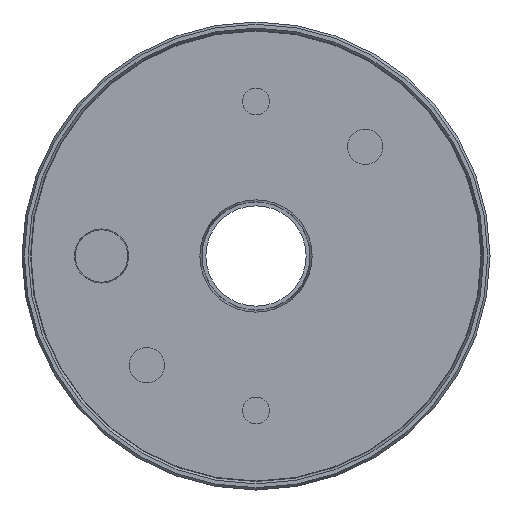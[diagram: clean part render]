
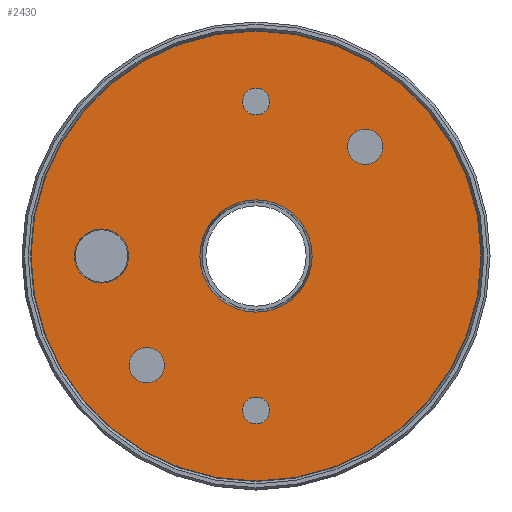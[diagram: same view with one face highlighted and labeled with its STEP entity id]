
A CAD part, front view. The second image highlights one B-rep face of the part: STEP entity #2430.
In plain terms, the highlighted planar face has unit normal (0, -1, 0).
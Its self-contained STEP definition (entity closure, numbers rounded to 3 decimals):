
#16 = EDGE_LOOP ( 'NONE', ( #614 ) ) ;
#40 = CIRCLE ( 'NONE', #1647, 5.144 ) ;
#45 = CARTESIAN_POINT ( 'NONE',  ( 0., 0., 29.337 ) ) ;
#53 = DIRECTION ( 'NONE',  ( 0., 0., 1. ) ) ;
#100 = PLANE ( 'NONE',  #1240 ) ;
#129 = VERTEX_POINT ( 'NONE', #302 ) ;
#145 = CARTESIAN_POINT ( 'NONE',  ( 0., 0., 0. ) ) ;
#162 = EDGE_CURVE ( 'NONE', #834, #834, #1645, .T. ) ;
#236 = EDGE_LOOP ( 'NONE', ( #1250 ) ) ;
#239 = VERTEX_POINT ( 'NONE', #1793 ) ;
#302 = CARTESIAN_POINT ( 'NONE',  ( 0., 0., 42.736 ) ) ;
#330 = DIRECTION ( 'NONE',  ( 0., 0., 1. ) ) ;
#341 = DIRECTION ( 'NONE',  ( 0., 0., 1. ) ) ;
#385 = AXIS2_PLACEMENT_3D ( 'NONE', #145, #1850, #341 ) ;
#418 = CIRCLE ( 'NONE', #732, 2.553 ) ;
#463 = CARTESIAN_POINT ( 'NONE',  ( 20.744, 0., 24.118 ) ) ;
#558 = ORIENTED_EDGE ( 'NONE', *, *, #2415, .F. ) ;
#569 = DIRECTION ( 'NONE',  ( 0., 1., 0. ) ) ;
#573 = EDGE_LOOP ( 'NONE', ( #1637 ) ) ;
#595 = CARTESIAN_POINT ( 'NONE',  ( -29.337, 0., 0. ) ) ;
#614 = ORIENTED_EDGE ( 'NONE', *, *, #1966, .T. ) ;
#650 = CARTESIAN_POINT ( 'NONE',  ( 0., 0., 10.668 ) ) ;
#702 = EDGE_LOOP ( 'NONE', ( #1296 ) ) ;
#703 = AXIS2_PLACEMENT_3D ( 'NONE', #1869, #1122, #1124 ) ;
#731 = EDGE_CURVE ( 'NONE', #1207, #1207, #40, .T. ) ;
#732 = AXIS2_PLACEMENT_3D ( 'NONE', #45, #836, #1589 ) ;
#755 = DIRECTION ( 'NONE',  ( 0., 0., 1. ) ) ;
#776 = EDGE_LOOP ( 'NONE', ( #2097 ) ) ;
#778 = CIRCLE ( 'NONE', #2321, 3.374 ) ;
#834 = VERTEX_POINT ( 'NONE', #463 ) ;
#835 = EDGE_LOOP ( 'NONE', ( #1002 ) ) ;
#836 = DIRECTION ( 'NONE',  ( 0., -1., 0. ) ) ;
#876 = FACE_BOUND ( 'NONE', #835, .T. ) ;
#914 = EDGE_LOOP ( 'NONE', ( #558 ) ) ;
#932 = FACE_BOUND ( 'NONE', #236, .T. ) ;
#1002 = ORIENTED_EDGE ( 'NONE', *, *, #1095, .F. ) ;
#1078 = FACE_BOUND ( 'NONE', #573, .T. ) ;
#1086 = VERTEX_POINT ( 'NONE', #2432 ) ;
#1088 = FACE_BOUND ( 'NONE', #702, .T. ) ;
#1095 = EDGE_CURVE ( 'NONE', #239, #239, #418, .T. ) ;
#1122 = DIRECTION ( 'NONE',  ( 0., -1., 0. ) ) ;
#1124 = DIRECTION ( 'NONE',  ( 0., 0., 1. ) ) ;
#1174 = VERTEX_POINT ( 'NONE', #650 ) ;
#1207 = VERTEX_POINT ( 'NONE', #1436 ) ;
#1240 = AXIS2_PLACEMENT_3D ( 'NONE', #2334, #569, #2300 ) ;
#1250 = ORIENTED_EDGE ( 'NONE', *, *, #162, .F. ) ;
#1291 = DIRECTION ( 'NONE',  ( 0., -1., 0. ) ) ;
#1296 = ORIENTED_EDGE ( 'NONE', *, *, #2082, .F. ) ;
#1335 = EDGE_CURVE ( 'NONE', #1086, #1086, #778, .T. ) ;
#1364 = DIRECTION ( 'NONE',  ( 0., -1., 0. ) ) ;
#1433 = CIRCLE ( 'NONE', #385, 10.668 ) ;
#1436 = CARTESIAN_POINT ( 'NONE',  ( -29.337, 0., 5.144 ) ) ;
#1500 = VERTEX_POINT ( 'NONE', #1655 ) ;
#1589 = DIRECTION ( 'NONE',  ( 0., 0., 1. ) ) ;
#1637 = ORIENTED_EDGE ( 'NONE', *, *, #1335, .F. ) ;
#1645 = CIRCLE ( 'NONE', #2218, 3.374 ) ;
#1647 = AXIS2_PLACEMENT_3D ( 'NONE', #595, #2090, #755 ) ;
#1655 = CARTESIAN_POINT ( 'NONE',  ( 0., 0., -26.784 ) ) ;
#1667 = CARTESIAN_POINT ( 'NONE',  ( 20.744, 0., 20.744 ) ) ;
#1696 = FACE_BOUND ( 'NONE', #776, .T. ) ;
#1766 = CARTESIAN_POINT ( 'NONE',  ( -20.744, 0., -20.744 ) ) ;
#1793 = CARTESIAN_POINT ( 'NONE',  ( 0., 0., 31.89 ) ) ;
#1841 = FACE_OUTER_BOUND ( 'NONE', #16, .T. ) ;
#1850 = DIRECTION ( 'NONE',  ( 0., -1., 0. ) ) ;
#1869 = CARTESIAN_POINT ( 'NONE',  ( 0., 0., 0. ) ) ;
#1871 = CIRCLE ( 'NONE', #703, 42.736 ) ;
#1966 = EDGE_CURVE ( 'NONE', #129, #129, #1871, .T. ) ;
#2066 = DIRECTION ( 'NONE',  ( 0., -1., 0. ) ) ;
#2082 = EDGE_CURVE ( 'NONE', #1500, #1500, #2453, .T. ) ;
#2090 = DIRECTION ( 'NONE',  ( 0., -1., 0. ) ) ;
#2097 = ORIENTED_EDGE ( 'NONE', *, *, #731, .F. ) ;
#2110 = AXIS2_PLACEMENT_3D ( 'NONE', #2483, #1291, #330 ) ;
#2218 = AXIS2_PLACEMENT_3D ( 'NONE', #1667, #2066, #2259 ) ;
#2225 = FACE_BOUND ( 'NONE', #914, .T. ) ;
#2259 = DIRECTION ( 'NONE',  ( 0., 0., 1. ) ) ;
#2300 = DIRECTION ( 'NONE',  ( 0., 0., -1. ) ) ;
#2321 = AXIS2_PLACEMENT_3D ( 'NONE', #1766, #1364, #53 ) ;
#2334 = CARTESIAN_POINT ( 'NONE',  ( 0., 0., 0. ) ) ;
#2415 = EDGE_CURVE ( 'NONE', #1174, #1174, #1433, .T. ) ;
#2430 = ADVANCED_FACE ( 'NONE', ( #1078, #932, #1088, #876, #1696, #2225, #1841 ), #100, .F. ) ;
#2432 = CARTESIAN_POINT ( 'NONE',  ( -20.744, 0., -17.371 ) ) ;
#2453 = CIRCLE ( 'NONE', #2110, 2.553 ) ;
#2483 = CARTESIAN_POINT ( 'NONE',  ( 0., 0., -29.337 ) ) ;
